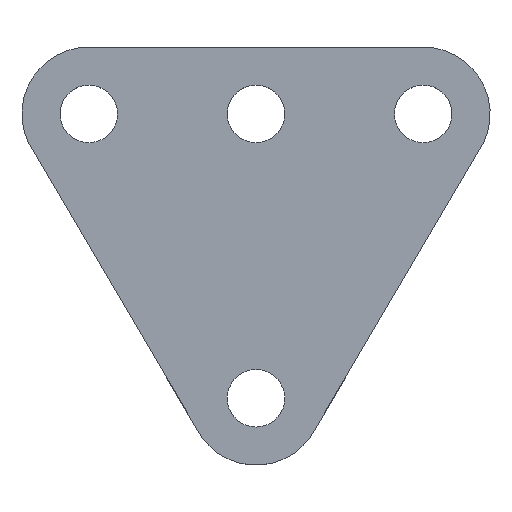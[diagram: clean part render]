
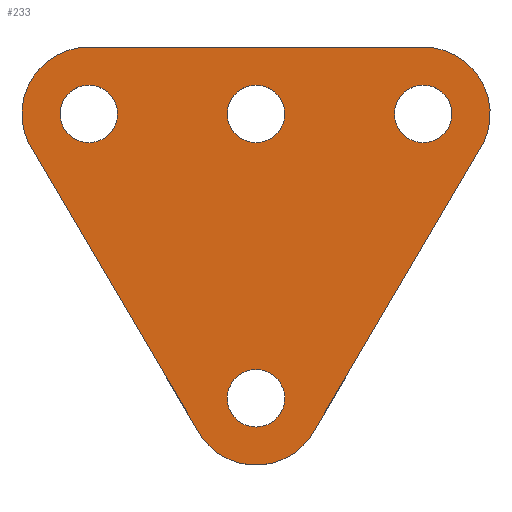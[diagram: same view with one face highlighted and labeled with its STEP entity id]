
A CAD part, top view. The second image highlights one B-rep face of the part: STEP entity #233.
In plain terms, the highlighted planar face has unit normal (0, 0, 1).
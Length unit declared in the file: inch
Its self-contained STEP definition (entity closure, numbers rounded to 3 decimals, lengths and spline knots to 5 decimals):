
#15=FACE_BOUND('',#51,.T.);
#16=FACE_BOUND('',#52,.T.);
#17=FACE_BOUND('',#53,.T.);
#18=FACE_BOUND('',#54,.T.);
#26=PLANE('',#281);
#38=FACE_OUTER_BOUND('',#50,.T.);
#50=EDGE_LOOP('',(#196,#197,#198,#199,#200,#201));
#51=EDGE_LOOP('',(#202));
#52=EDGE_LOOP('',(#203));
#53=EDGE_LOOP('',(#204));
#54=EDGE_LOOP('',(#205));
#66=LINE('',#385,#82);
#70=LINE('',#397,#86);
#74=LINE('',#409,#90);
#82=VECTOR('',#317,0.3937);
#86=VECTOR('',#329,0.3937);
#90=VECTOR('',#341,0.3937);
#92=CIRCLE('',#258,0.086);
#94=CIRCLE('',#261,0.086);
#96=CIRCLE('',#264,0.086);
#98=CIRCLE('',#267,0.086);
#101=CIRCLE('',#272,0.2);
#103=CIRCLE('',#276,0.2);
#105=CIRCLE('',#280,0.2);
#106=VERTEX_POINT('',#355);
#108=VERTEX_POINT('',#361);
#110=VERTEX_POINT('',#367);
#112=VERTEX_POINT('',#373);
#116=VERTEX_POINT('',#382);
#117=VERTEX_POINT('',#384);
#119=VERTEX_POINT('',#390);
#121=VERTEX_POINT('',#396);
#123=VERTEX_POINT('',#402);
#125=VERTEX_POINT('',#408);
#126=EDGE_CURVE('',#106,#106,#92,.T.);
#129=EDGE_CURVE('',#108,#108,#94,.T.);
#132=EDGE_CURVE('',#110,#110,#96,.T.);
#135=EDGE_CURVE('',#112,#112,#98,.T.);
#140=EDGE_CURVE('',#117,#116,#66,.T.);
#143=EDGE_CURVE('',#119,#117,#101,.T.);
#146=EDGE_CURVE('',#121,#119,#70,.T.);
#149=EDGE_CURVE('',#123,#121,#103,.T.);
#152=EDGE_CURVE('',#125,#123,#74,.T.);
#155=EDGE_CURVE('',#116,#125,#105,.T.);
#196=ORIENTED_EDGE('',*,*,#155,.T.);
#197=ORIENTED_EDGE('',*,*,#152,.T.);
#198=ORIENTED_EDGE('',*,*,#149,.T.);
#199=ORIENTED_EDGE('',*,*,#146,.T.);
#200=ORIENTED_EDGE('',*,*,#143,.T.);
#201=ORIENTED_EDGE('',*,*,#140,.T.);
#202=ORIENTED_EDGE('',*,*,#135,.T.);
#203=ORIENTED_EDGE('',*,*,#132,.T.);
#204=ORIENTED_EDGE('',*,*,#129,.T.);
#205=ORIENTED_EDGE('',*,*,#126,.T.);
#233=ADVANCED_FACE('',(#38,#15,#16,#17,#18),#26,.T.);
#258=AXIS2_PLACEMENT_3D('',#356,#287,#288);
#261=AXIS2_PLACEMENT_3D('',#362,#294,#295);
#264=AXIS2_PLACEMENT_3D('',#368,#301,#302);
#267=AXIS2_PLACEMENT_3D('',#374,#308,#309);
#272=AXIS2_PLACEMENT_3D('',#391,#323,#324);
#276=AXIS2_PLACEMENT_3D('',#403,#335,#336);
#280=AXIS2_PLACEMENT_3D('',#413,#347,#348);
#281=AXIS2_PLACEMENT_3D('',#414,#349,#350);
#287=DIRECTION('center_axis',(0.,0.,-1.));
#288=DIRECTION('ref_axis',(-1.,0.,0.));
#294=DIRECTION('center_axis',(0.,0.,-1.));
#295=DIRECTION('ref_axis',(-1.,0.,0.));
#301=DIRECTION('center_axis',(0.,0.,-1.));
#302=DIRECTION('ref_axis',(-1.,0.,0.));
#308=DIRECTION('center_axis',(0.,0.,-1.));
#309=DIRECTION('ref_axis',(-1.,0.,0.));
#317=DIRECTION('',(-1.,0.,0.));
#323=DIRECTION('center_axis',(0.,0.,1.));
#324=DIRECTION('ref_axis',(1.,0.,0.));
#329=DIRECTION('',(0.507,0.862,0.));
#335=DIRECTION('center_axis',(0.,0.,1.));
#336=DIRECTION('ref_axis',(1.,0.,0.));
#341=DIRECTION('',(0.507,-0.862,0.));
#347=DIRECTION('center_axis',(0.,0.,1.));
#348=DIRECTION('ref_axis',(1.,0.,0.));
#349=DIRECTION('center_axis',(0.,0.,1.));
#350=DIRECTION('ref_axis',(1.,0.,0.));
#355=CARTESIAN_POINT('',(0.64119,0.24322,0.0625));
#356=CARTESIAN_POINT('Origin',(0.55519,0.24322,0.0625));
#361=CARTESIAN_POINT('',(0.14119,-0.60678,0.0625));
#362=CARTESIAN_POINT('Origin',(0.05519,-0.60678,0.0625));
#367=CARTESIAN_POINT('',(-0.35881,0.24322,0.0625));
#368=CARTESIAN_POINT('Origin',(-0.44481,0.24322,0.0625));
#373=CARTESIAN_POINT('',(0.14119,0.24322,0.0625));
#374=CARTESIAN_POINT('Origin',(0.05519,0.24322,0.0625));
#382=CARTESIAN_POINT('',(-0.44481,0.44322,0.0625));
#384=CARTESIAN_POINT('',(0.55519,0.44322,0.0625));
#385=CARTESIAN_POINT('',(0.55519,0.44322,0.0625));
#390=CARTESIAN_POINT('',(0.73576,0.15722,0.0625));
#391=CARTESIAN_POINT('Origin',(0.55519,0.24322,0.0625));
#396=CARTESIAN_POINT('',(0.23576,-0.69278,0.0625));
#397=CARTESIAN_POINT('',(0.23576,-0.69278,0.0625));
#402=CARTESIAN_POINT('',(-0.12537,-0.69278,0.0625));
#403=CARTESIAN_POINT('Origin',(0.05519,-0.60678,0.0625));
#408=CARTESIAN_POINT('',(-0.62537,0.15722,0.0625));
#409=CARTESIAN_POINT('',(-0.62537,0.15722,0.0625));
#413=CARTESIAN_POINT('Origin',(-0.44481,0.24322,0.0625));
#414=CARTESIAN_POINT('Origin',(0.05519,-0.18178,0.0625));
